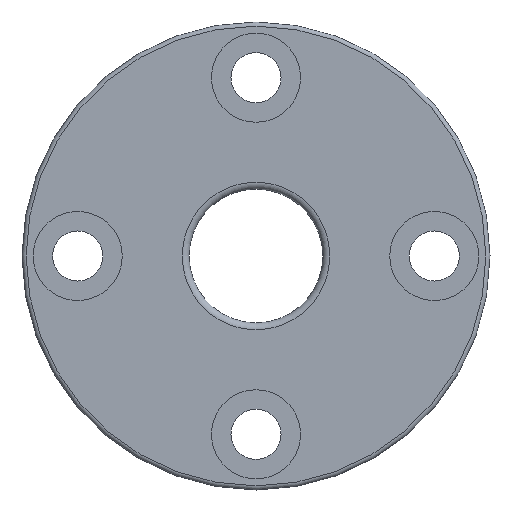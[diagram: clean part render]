
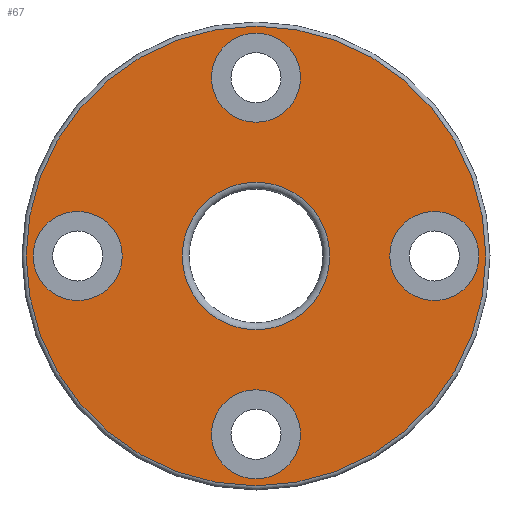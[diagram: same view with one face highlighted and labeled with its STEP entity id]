
A CAD part, left-side view. The second image highlights one B-rep face of the part: STEP entity #67.
In plain terms, the highlighted planar face has unit normal (-1, 0, 0).
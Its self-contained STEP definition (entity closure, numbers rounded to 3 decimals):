
#67 = ADVANCED_FACE( '', ( #154, #155, #156, #157, #158, #159 ), #160, .T. );
#154 = FACE_BOUND( '', #261, .T. );
#155 = FACE_BOUND( '', #262, .T. );
#156 = FACE_BOUND( '', #263, .T. );
#157 = FACE_OUTER_BOUND( '', #264, .T. );
#158 = FACE_BOUND( '', #265, .T. );
#159 = FACE_BOUND( '', #266, .T. );
#160 = PLANE( '', #267 );
#261 = EDGE_LOOP( '', ( #382 ) );
#262 = EDGE_LOOP( '', ( #383 ) );
#263 = EDGE_LOOP( '', ( #384 ) );
#264 = EDGE_LOOP( '', ( #385 ) );
#265 = EDGE_LOOP( '', ( #386 ) );
#266 = EDGE_LOOP( '', ( #387 ) );
#267 = AXIS2_PLACEMENT_3D( '', #388, #389, #390 );
#382 = ORIENTED_EDGE( '', *, *, #492, .T. );
#383 = ORIENTED_EDGE( '', *, *, #477, .T. );
#384 = ORIENTED_EDGE( '', *, *, #465, .T. );
#385 = ORIENTED_EDGE( '', *, *, #493, .F. );
#386 = ORIENTED_EDGE( '', *, *, #494, .T. );
#387 = ORIENTED_EDGE( '', *, *, #495, .T. );
#388 = CARTESIAN_POINT( '', ( 0., 20.625, 0. ) );
#389 = DIRECTION( '', ( -1., 0., 0. ) );
#390 = DIRECTION( '', ( 0., 0., 1. ) );
#465 = EDGE_CURVE( '', #516, #516, #517, .T. );
#477 = EDGE_CURVE( '', #536, #536, #537, .F. );
#492 = EDGE_CURVE( '', #560, #560, #561, .T. );
#493 = EDGE_CURVE( '', #562, #562, #563, .T. );
#494 = EDGE_CURVE( '', #564, #564, #565, .T. );
#495 = EDGE_CURVE( '', #566, #566, #567, .T. );
#516 = VERTEX_POINT( '', #593 );
#517 = CIRCLE( '', #594, 4. );
#536 = VERTEX_POINT( '', #613 );
#537 = CIRCLE( '', #614, 4. );
#560 = VERTEX_POINT( '', #637 );
#561 = CIRCLE( '', #638, 6.625 );
#562 = VERTEX_POINT( '', #639 );
#563 = CIRCLE( '', #640, 20.625 );
#564 = VERTEX_POINT( '', #641 );
#565 = CIRCLE( '', #642, 4. );
#566 = VERTEX_POINT( '', #643 );
#567 = CIRCLE( '', #644, 4. );
#593 = CARTESIAN_POINT( '', ( 0., 0., -20. ) );
#594 = AXIS2_PLACEMENT_3D( '', #670, #671, #672 );
#613 = CARTESIAN_POINT( '', ( 0., 16., 4. ) );
#614 = AXIS2_PLACEMENT_3D( '', #694, #695, #696 );
#637 = CARTESIAN_POINT( '', ( 0., 0., -6.625 ) );
#638 = AXIS2_PLACEMENT_3D( '', #721, #722, #723 );
#639 = CARTESIAN_POINT( '', ( 0., 0., -20.625 ) );
#640 = AXIS2_PLACEMENT_3D( '', #724, #725, #726 );
#641 = CARTESIAN_POINT( '', ( 0., -16., -4. ) );
#642 = AXIS2_PLACEMENT_3D( '', #727, #728, #729 );
#643 = CARTESIAN_POINT( '', ( 0., 0., 12. ) );
#644 = AXIS2_PLACEMENT_3D( '', #730, #731, #732 );
#670 = CARTESIAN_POINT( '', ( 0., 0., -16. ) );
#671 = DIRECTION( '', ( 1., 0., 0. ) );
#672 = DIRECTION( '', ( 0., 0., -1. ) );
#694 = CARTESIAN_POINT( '', ( 0., 16., 0. ) );
#695 = DIRECTION( '', ( -1., 0., 0. ) );
#696 = DIRECTION( '', ( 0., 0., 1. ) );
#721 = CARTESIAN_POINT( '', ( 0., 0., 0. ) );
#722 = DIRECTION( '', ( 1., 0., 0. ) );
#723 = DIRECTION( '', ( 0., 0., -1. ) );
#724 = CARTESIAN_POINT( '', ( 0., 0., 0. ) );
#725 = DIRECTION( '', ( 1., 0., 0. ) );
#726 = DIRECTION( '', ( 0., 0., -1. ) );
#727 = CARTESIAN_POINT( '', ( 0., -16., 0. ) );
#728 = DIRECTION( '', ( 1., 0., 0. ) );
#729 = DIRECTION( '', ( 0., 0., -1. ) );
#730 = CARTESIAN_POINT( '', ( 0., 0., 16. ) );
#731 = DIRECTION( '', ( 1., 0., 0. ) );
#732 = DIRECTION( '', ( 0., 0., -1. ) );
